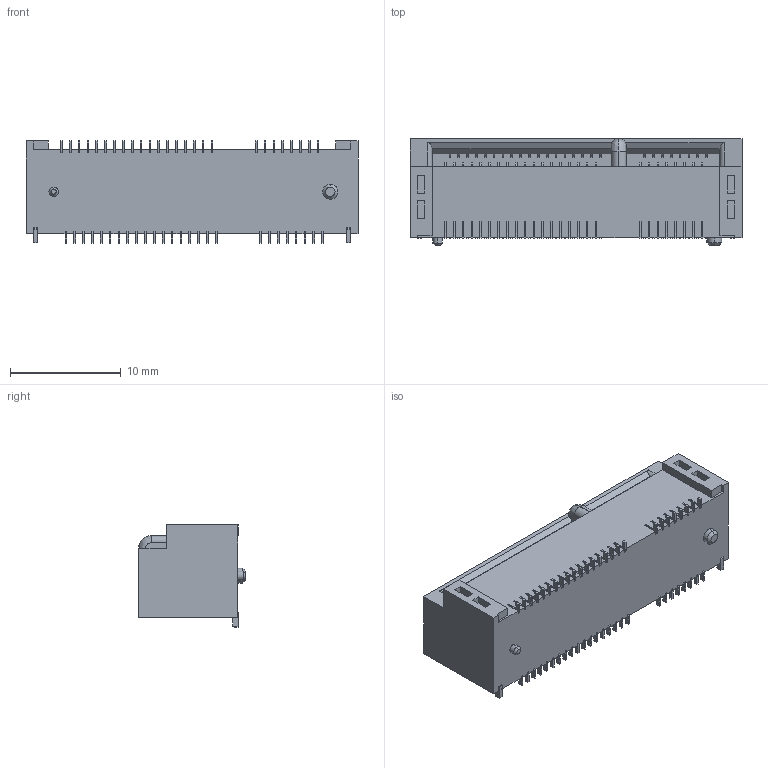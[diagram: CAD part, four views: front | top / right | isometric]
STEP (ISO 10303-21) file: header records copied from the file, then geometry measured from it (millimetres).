
FILE_DESCRIPTION((''),'2;1');
FILE_NAME('1759513_PRODUCT','2024-07-17T',('songping'),(''),'PRO/ENGINEER BY PARAMETRIC TECHNOLOGY CORPORATION, 2015240','PRO/ENGINEER BY PARAMETRIC TECHNOLOGY CORPORATION, 2015240','');
FILE_SCHEMA(('CONFIG_CONTROL_DESIGN'));
Length unit declared in the file: millimetre
Products named in the file (1): 1759513_PRODUCT
Bounding box: 30 x 9.65 x 9.25 mm (x, y, z)
Volume: 1871.1 mm3; surface area: 1384.7 mm2
Topology: 1 solids, 1 shells, 973 faces, 2809 edges, 1870 vertices
Faces by surface type: plane 588, cylinder 379, cone 4, bspline 2
Entity records: 32165 total; most frequent: CARTESIAN_POINT 5932, ORIENTED_EDGE 5618, DIRECTION 5405, EDGE_CURVE 2809, VECTOR 2039, LINE 2039, VERTEX_POINT 1870, AXIS2_PLACEMENT_3D 1683
